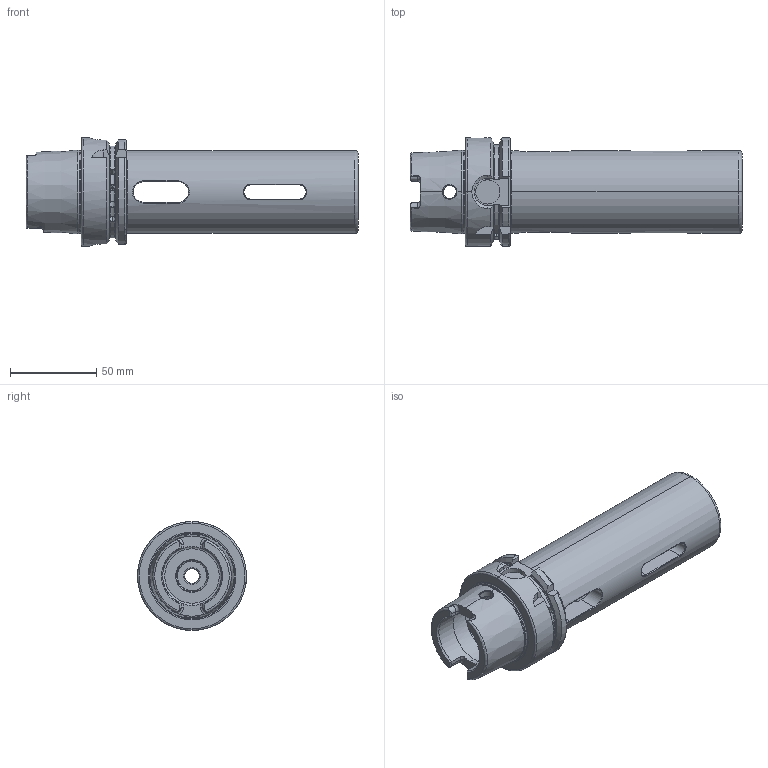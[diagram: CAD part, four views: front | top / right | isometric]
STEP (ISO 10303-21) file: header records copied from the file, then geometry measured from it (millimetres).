
FILE_DESCRIPTION (( 'STEP AP203' ), '1' );
FILE_NAME ('A63.07.04.STEP', '2016-10-11T02:17:40', ( '' ), ( '' ), 'SwSTEP 2.0', 'SolidWorks 2012', '' );
FILE_SCHEMA (( 'CONFIG_CONTROL_DESIGN' ));
Length unit declared in the file: millimetre
Products named in the file (1): A63.07.04
Bounding box: 192 x 63 x 63 mm (x, y, z)
Volume: 231037.7 mm3; surface area: 55253.8 mm2
Topology: 1 solids, 1 shells, 256 faces, 683 edges, 422 vertices
Faces by surface type: cylinder 87, plane 76, torus 36, cone 35, bspline 22
Entity records: 22239 total; most frequent: CARTESIAN_POINT 16301, ORIENTED_EDGE 1346, DIRECTION 1076, EDGE_CURVE 673, AXIS2_PLACEMENT_3D 422, VERTEX_POINT 422, EDGE_LOOP 273, ADVANCED_FACE 256
